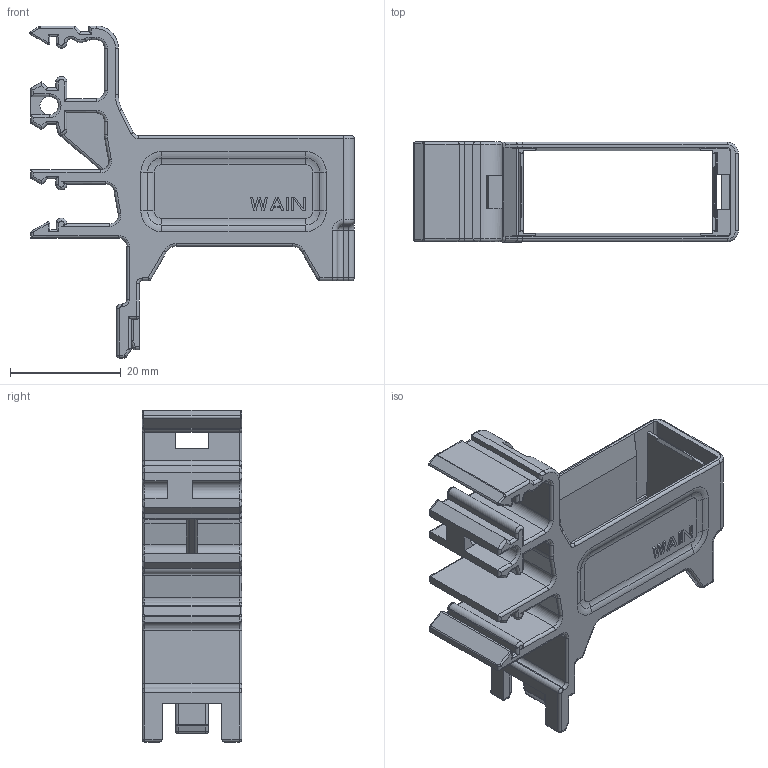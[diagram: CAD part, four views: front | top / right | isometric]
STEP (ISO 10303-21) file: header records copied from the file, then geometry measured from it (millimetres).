
FILE_DESCRIPTION((''),'2;1');
FILE_NAME('HM-CP3-2','2017-07-18T',('wl.kang'),(''),'PRO/ENGINEER BY PARAMETRIC TECHNOLOGY CORPORATION, 2012480','PRO/ENGINEER BY PARAMETRIC TECHNOLOGY CORPORATION, 2012480','');
FILE_SCHEMA(('AUTOMOTIVE_DESIGN { 1 0 10303 214 1 1 1 1 }'));
Length unit declared in the file: millimetre
Products named in the file (1): HM-CP3-2
Bounding box: 58.6 x 18 x 59.95 mm (x, y, z)
Volume: 8909.1 mm3; surface area: 10945.4 mm2
Topology: 1 solids, 1 shells, 518 faces, 1260 edges, 742 vertices
Faces by surface type: cylinder 227, plane 183, torus 57, sphere 30, bspline 21
Entity records: 20453 total; most frequent: CARTESIAN_POINT 3912, DIRECTION 2562, ORIENTED_EDGE 2520, PRESENTATION_STYLE_ASSIGNMENT 1312, STYLED_ITEM 1261, CURVE_STYLE 1260, EDGE_CURVE 1260, AXIS2_PLACEMENT_3D 901
